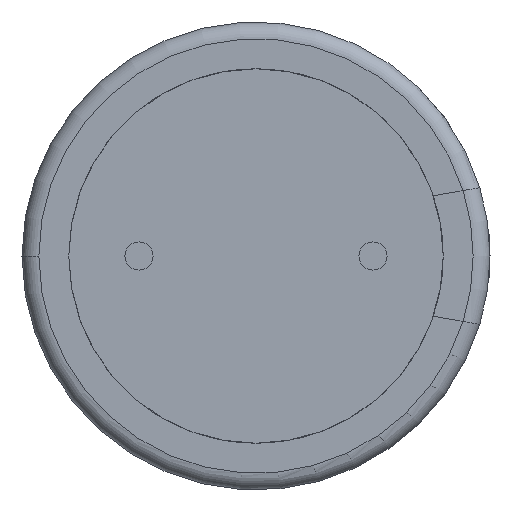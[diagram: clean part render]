
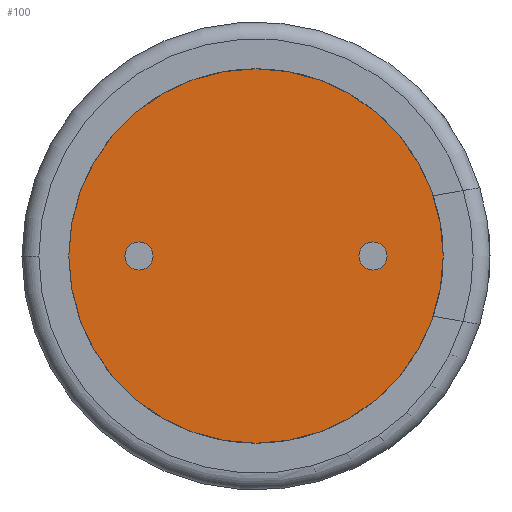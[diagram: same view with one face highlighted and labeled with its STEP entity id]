
A CAD part, front view. The second image highlights one B-rep face of the part: STEP entity #100.
In plain terms, the highlighted planar face has unit normal (0, -1, 0).
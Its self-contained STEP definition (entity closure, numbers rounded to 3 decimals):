
#66 = ORIENTED_EDGE ( 'NONE', *, *, #498, .F. ) ;
#95 = CARTESIAN_POINT ( 'NONE',  ( -4., 0., 0. ) ) ;
#100 = ADVANCED_FACE ( 'NONE', ( #1940, #2048, #362 ), #147, .F. ) ;
#137 = DIRECTION ( 'NONE',  ( 0., -1., 0. ) ) ;
#147 = PLANE ( 'NONE',  #626 ) ;
#159 = DIRECTION ( 'NONE',  ( -1., 0., 0. ) ) ;
#251 = AXIS2_PLACEMENT_3D ( 'NONE', #2119, #1593, #2161 ) ;
#295 = DIRECTION ( 'NONE',  ( 0., 1., 0. ) ) ;
#317 = VERTEX_POINT ( 'NONE', #1048 ) ;
#362 = FACE_OUTER_BOUND ( 'NONE', #1891, .T. ) ;
#399 = ORIENTED_EDGE ( 'NONE', *, *, #950, .F. ) ;
#403 = CARTESIAN_POINT ( 'NONE',  ( 2.5, 0., 0. ) ) ;
#498 = EDGE_CURVE ( 'NONE', #1497, #1127, #1277, .T. ) ;
#522 = CIRCLE ( 'NONE', #1631, 4. ) ;
#616 = ORIENTED_EDGE ( 'NONE', *, *, #2075, .F. ) ;
#626 = AXIS2_PLACEMENT_3D ( 'NONE', #1344, #295, #1973 ) ;
#728 = CIRCLE ( 'NONE', #1515, 0.3 ) ;
#876 = DIRECTION ( 'NONE',  ( 0., 1., 0. ) ) ;
#950 = EDGE_CURVE ( 'NONE', #1093, #1840, #522, .T. ) ;
#1048 = CARTESIAN_POINT ( 'NONE',  ( 2.5, 0., -0.3 ) ) ;
#1093 = VERTEX_POINT ( 'NONE', #95 ) ;
#1112 = CARTESIAN_POINT ( 'NONE',  ( -2.5, 0., -0.3 ) ) ;
#1127 = VERTEX_POINT ( 'NONE', #1112 ) ;
#1145 = CIRCLE ( 'NONE', #2067, 4. ) ;
#1157 = CARTESIAN_POINT ( 'NONE',  ( 0., 0., 0. ) ) ;
#1185 = EDGE_LOOP ( 'NONE', ( #1716, #2013 ) ) ;
#1191 = CARTESIAN_POINT ( 'NONE',  ( 0., 0., 0. ) ) ;
#1244 = DIRECTION ( 'NONE',  ( -1., 0., 0. ) ) ;
#1253 = DIRECTION ( 'NONE',  ( 0., -1., 0. ) ) ;
#1256 = DIRECTION ( 'NONE',  ( 0., -1., 0. ) ) ;
#1277 = CIRCLE ( 'NONE', #1628, 0.3 ) ;
#1283 = EDGE_LOOP ( 'NONE', ( #66, #616 ) ) ;
#1344 = CARTESIAN_POINT ( 'NONE',  ( 0., 0., 0. ) ) ;
#1395 = EDGE_CURVE ( 'NONE', #1840, #1093, #1145, .T. ) ;
#1452 = EDGE_CURVE ( 'NONE', #1630, #317, #728, .T. ) ;
#1495 = EDGE_CURVE ( 'NONE', #317, #1630, #2185, .T. ) ;
#1497 = VERTEX_POINT ( 'NONE', #1784 ) ;
#1515 = AXIS2_PLACEMENT_3D ( 'NONE', #403, #1256, #2088 ) ;
#1528 = DIRECTION ( 'NONE',  ( 0., 1., 0. ) ) ;
#1593 = DIRECTION ( 'NONE',  ( 0., -1., 0. ) ) ;
#1628 = AXIS2_PLACEMENT_3D ( 'NONE', #1777, #1253, #1244 ) ;
#1630 = VERTEX_POINT ( 'NONE', #1841 ) ;
#1631 = AXIS2_PLACEMENT_3D ( 'NONE', #1191, #876, #2037 ) ;
#1716 = ORIENTED_EDGE ( 'NONE', *, *, #1452, .F. ) ;
#1777 = CARTESIAN_POINT ( 'NONE',  ( -2.5, 0., 0. ) ) ;
#1784 = CARTESIAN_POINT ( 'NONE',  ( -2.5, 0., 0.3 ) ) ;
#1826 = CARTESIAN_POINT ( 'NONE',  ( -2.5, 0., 0. ) ) ;
#1840 = VERTEX_POINT ( 'NONE', #1921 ) ;
#1841 = CARTESIAN_POINT ( 'NONE',  ( 2.5, 0., 0.3 ) ) ;
#1857 = AXIS2_PLACEMENT_3D ( 'NONE', #1826, #137, #1995 ) ;
#1891 = EDGE_LOOP ( 'NONE', ( #399, #2058 ) ) ;
#1921 = CARTESIAN_POINT ( 'NONE',  ( 4., 0., 0. ) ) ;
#1940 = FACE_BOUND ( 'NONE', #1283, .T. ) ;
#1973 = DIRECTION ( 'NONE',  ( -1., 0., 0. ) ) ;
#1995 = DIRECTION ( 'NONE',  ( -1., 0., 0. ) ) ;
#2013 = ORIENTED_EDGE ( 'NONE', *, *, #1495, .F. ) ;
#2037 = DIRECTION ( 'NONE',  ( -1., 0., 0. ) ) ;
#2048 = FACE_BOUND ( 'NONE', #1185, .T. ) ;
#2058 = ORIENTED_EDGE ( 'NONE', *, *, #1395, .F. ) ;
#2067 = AXIS2_PLACEMENT_3D ( 'NONE', #1157, #1528, #159 ) ;
#2075 = EDGE_CURVE ( 'NONE', #1127, #1497, #2190, .T. ) ;
#2088 = DIRECTION ( 'NONE',  ( -1., 0., 0. ) ) ;
#2119 = CARTESIAN_POINT ( 'NONE',  ( 2.5, 0., 0. ) ) ;
#2161 = DIRECTION ( 'NONE',  ( -1., 0., 0. ) ) ;
#2185 = CIRCLE ( 'NONE', #251, 0.3 ) ;
#2190 = CIRCLE ( 'NONE', #1857, 0.3 ) ;
